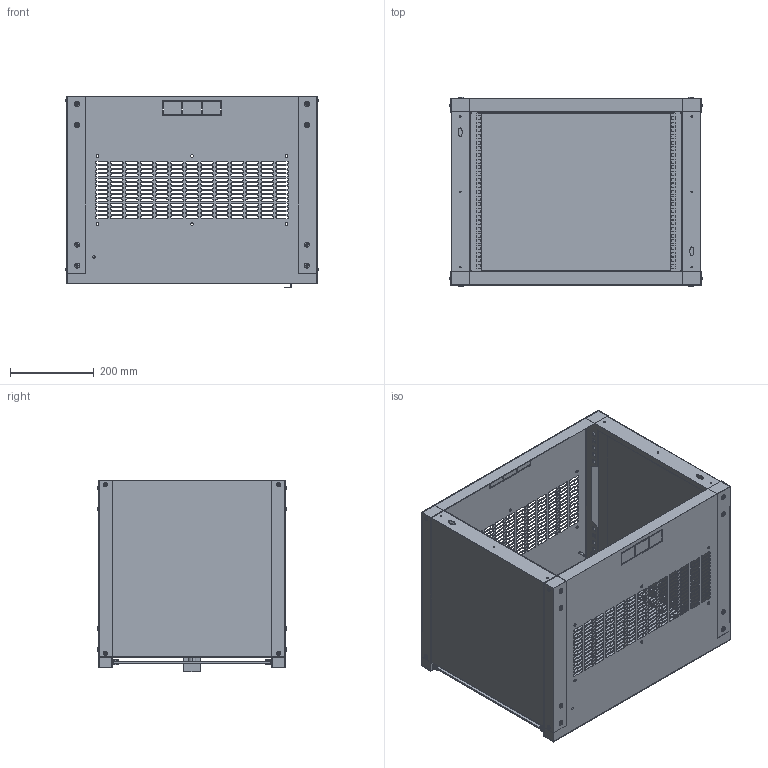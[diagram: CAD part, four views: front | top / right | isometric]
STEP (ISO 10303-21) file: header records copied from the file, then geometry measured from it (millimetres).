
FILE_DESCRIPTION (( 'STEP AP214' ), '1' );
FILE_NAME ('ITK_LINEA_WE_600x450_9U_Stekl.STEP', '2018-11-28T07:01:49', ( '' ), ( '' ), 'SwSTEP 2.0', 'SolidWorks 2014', '' );
FILE_SCHEMA (( 'AUTOMOTIVE_DESIGN' ));
Length unit declared in the file: millimetre
Products named in the file (14): ITK_LINEA_WE_600x450_9U_Stekl; Dver_stekl_9U; Ruchka; Vint_petli; Steklo_9U; Osnovanie_600x450; Ugolok_9U; Vint_01; Petlya_stekl_00; Gayka; Bokovina_600õ450_9U; Bokovina_9U; Petlya_stekl_01; Vint_rezb_Œ4å6
Assembly tree (46 placements, depth 3):
  ITK_LINEA_WE_600x450_9U_Stekl
    Osnovanie_600x450  x2
    Bokovina_600õ450_9U  x2
      Bokovina_9U
      Gayka
    Vint_01  x20
    Ugolok_9U  x2
    Dver_stekl_9U
      Steklo_9U
      Ruchka
      Petlya_stekl_00
      Vint_petli  x4
      Petlya_stekl_01
    Vint_rezb_Œ4å6  x8
Bounding box: 604.72 x 453.86 x 459.5 mm (x, y, z)
Volume: 2185122.2 mm3; surface area: 3024827 mm2
Topology: 46 solids, 46 shells, 4451 faces, 12504 edges, 8178 vertices
Faces by surface type: plane 2861, cylinder 1412, bspline 96, sphere 56, torus 16, cone 10
Entity records: 60765 total; most frequent: CARTESIAN_POINT 10814, ORIENTED_EDGE 10194, DIRECTION 10003, EDGE_CURVE 5097, VECTOR 3757, LINE 3757, VERTEX_POINT 3350, AXIS2_PLACEMENT_3D 3123
